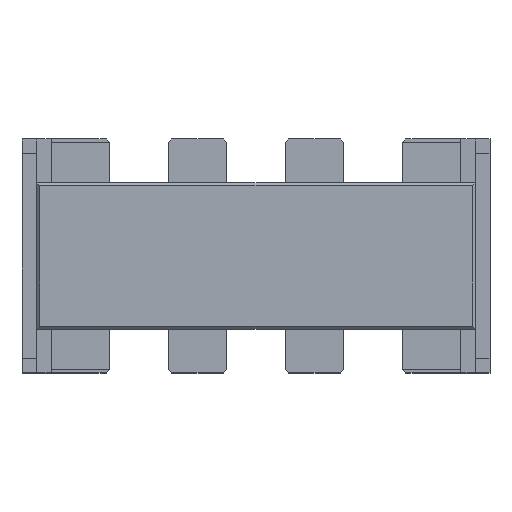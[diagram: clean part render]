
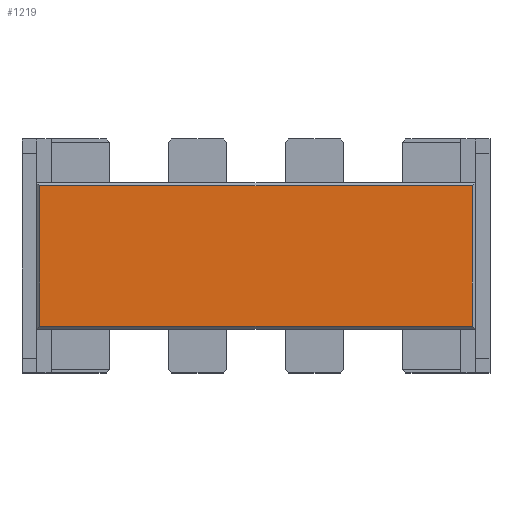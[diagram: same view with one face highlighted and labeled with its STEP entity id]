
A CAD part, top view. The second image highlights one B-rep face of the part: STEP entity #1219.
In plain terms, the highlighted planar face has unit normal (0, 0, 1).
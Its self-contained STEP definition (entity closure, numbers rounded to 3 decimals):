
#474 = VERTEX_POINT('',#475);
#475 = CARTESIAN_POINT('',(-1.48,0.48,0.5));
#483 = VERTEX_POINT('',#484);
#484 = CARTESIAN_POINT('',(1.48,0.48,0.5));
#490 = EDGE_CURVE('',#474,#483,#491,.T.);
#491 = LINE('',#492,#493);
#492 = CARTESIAN_POINT('',(-1.5,0.48,0.5));
#493 = VECTOR('',#494,1.);
#494 = DIRECTION('',(1.,0.,0.));
#1200 = VERTEX_POINT('',#1201);
#1201 = CARTESIAN_POINT('',(-1.48,-0.48,0.5));
#1209 = EDGE_CURVE('',#1200,#474,#1210,.T.);
#1210 = LINE('',#1211,#1212);
#1211 = CARTESIAN_POINT('',(-1.48,-0.5,0.5));
#1212 = VECTOR('',#1213,1.);
#1213 = DIRECTION('',(0.,1.,0.));
#1219 = ADVANCED_FACE('',(#1220),#1238,.T.);
#1220 = FACE_BOUND('',#1221,.T.);
#1221 = EDGE_LOOP('',(#1222,#1223,#1224,#1232));
#1222 = ORIENTED_EDGE('',*,*,#490,.F.);
#1223 = ORIENTED_EDGE('',*,*,#1209,.F.);
#1224 = ORIENTED_EDGE('',*,*,#1225,.F.);
#1225 = EDGE_CURVE('',#1226,#1200,#1228,.T.);
#1226 = VERTEX_POINT('',#1227);
#1227 = CARTESIAN_POINT('',(1.48,-0.48,0.5));
#1228 = LINE('',#1229,#1230);
#1229 = CARTESIAN_POINT('',(1.5,-0.48,0.5));
#1230 = VECTOR('',#1231,1.);
#1231 = DIRECTION('',(-1.,0.,0.));
#1232 = ORIENTED_EDGE('',*,*,#1233,.F.);
#1233 = EDGE_CURVE('',#483,#1226,#1234,.T.);
#1234 = LINE('',#1235,#1236);
#1235 = CARTESIAN_POINT('',(1.48,0.5,0.5));
#1236 = VECTOR('',#1237,1.);
#1237 = DIRECTION('',(0.,-1.,0.));
#1238 = PLANE('',#1239);
#1239 = AXIS2_PLACEMENT_3D('',#1240,#1241,#1242);
#1240 = CARTESIAN_POINT('',(-1.5,0.5,0.5));
#1241 = DIRECTION('',(0.,0.,1.));
#1242 = DIRECTION('',(1.,0.,0.));
